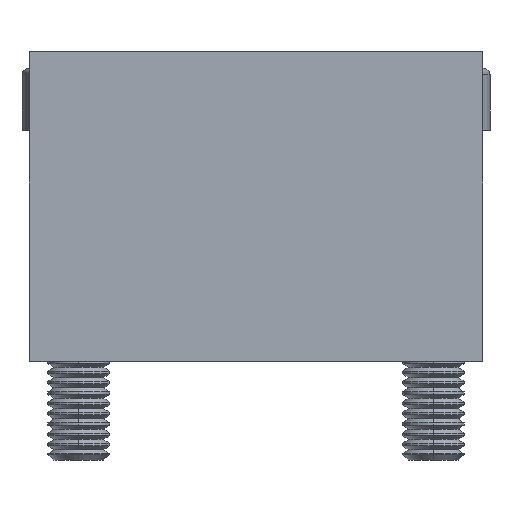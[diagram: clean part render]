
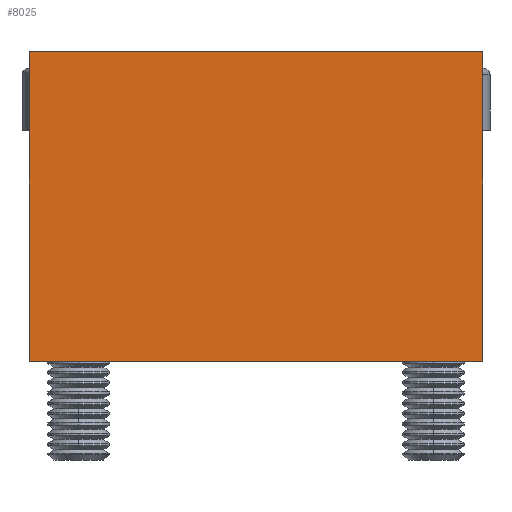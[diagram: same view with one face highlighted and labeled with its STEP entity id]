
A CAD part, left-side view. The second image highlights one B-rep face of the part: STEP entity #8025.
In plain terms, the highlighted planar face has unit normal (-1, 0, 0).
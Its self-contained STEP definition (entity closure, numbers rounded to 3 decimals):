
#360 = LINE ( 'NONE', #19397, #9567 ) ;
#1186 = VERTEX_POINT ( 'NONE', #10086 ) ;
#2669 = AXIS2_PLACEMENT_3D ( 'NONE', #16120, #16076, #16014 ) ;
#3938 = CARTESIAN_POINT ( 'NONE',  ( -40., 11., 15. ) ) ;
#4349 = ORIENTED_EDGE ( 'NONE', *, *, #9095, .F. ) ;
#4365 = ORIENTED_EDGE ( 'NONE', *, *, #9888, .F. ) ;
#4688 = ORIENTED_EDGE ( 'NONE', *, *, #5229, .T. ) ;
#4758 = VERTEX_POINT ( 'NONE', #10864 ) ;
#5229 = EDGE_CURVE ( 'NONE', #6092, #7979, #14599, .T. ) ;
#5264 = LINE ( 'NONE', #17764, #18044 ) ;
#6092 = VERTEX_POINT ( 'NONE', #3938 ) ;
#7049 = FACE_OUTER_BOUND ( 'NONE', #13184, .T. ) ;
#7979 = VERTEX_POINT ( 'NONE', #17583 ) ;
#8025 = ADVANCED_FACE ( 'NONE', ( #7049 ), #16407, .F. ) ;
#9095 = EDGE_CURVE ( 'NONE', #6092, #4758, #15724, .T. ) ;
#9567 = VECTOR ( 'NONE', #19403, 1000. ) ;
#9888 = EDGE_CURVE ( 'NONE', #1186, #7979, #5264, .T. ) ;
#10086 = CARTESIAN_POINT ( 'NONE',  ( -40., -11., 0. ) ) ;
#10506 = DIRECTION ( 'NONE',  ( 0., 0., -1. ) ) ;
#10628 = CARTESIAN_POINT ( 'NONE',  ( -40., 11., 15. ) ) ;
#10864 = CARTESIAN_POINT ( 'NONE',  ( -40., -11., 15. ) ) ;
#13184 = EDGE_LOOP ( 'NONE', ( #4688, #4365, #13201, #4349 ) ) ;
#13201 = ORIENTED_EDGE ( 'NONE', *, *, #18664, .F. ) ;
#13561 = VECTOR ( 'NONE', #10506, 1000. ) ;
#14599 = LINE ( 'NONE', #10628, #13561 ) ;
#15724 = LINE ( 'NONE', #18995, #17072 ) ;
#16014 = DIRECTION ( 'NONE',  ( 0., 0., -1. ) ) ;
#16076 = DIRECTION ( 'NONE',  ( 1., 0., 0. ) ) ;
#16120 = CARTESIAN_POINT ( 'NONE',  ( -40., -11., 15. ) ) ;
#16407 = PLANE ( 'NONE',  #2669 ) ;
#17072 = VECTOR ( 'NONE', #19325, 1000. ) ;
#17583 = CARTESIAN_POINT ( 'NONE',  ( -40., 11., 0. ) ) ;
#17764 = CARTESIAN_POINT ( 'NONE',  ( -40., 11., 0. ) ) ;
#17791 = DIRECTION ( 'NONE',  ( 0., 1., 0. ) ) ;
#18044 = VECTOR ( 'NONE', #17791, 1000. ) ;
#18664 = EDGE_CURVE ( 'NONE', #4758, #1186, #360, .T. ) ;
#18995 = CARTESIAN_POINT ( 'NONE',  ( -40., -11., 15. ) ) ;
#19325 = DIRECTION ( 'NONE',  ( 0., -1., 0. ) ) ;
#19397 = CARTESIAN_POINT ( 'NONE',  ( -40., -11., 15. ) ) ;
#19403 = DIRECTION ( 'NONE',  ( 0., 0., -1. ) ) ;
